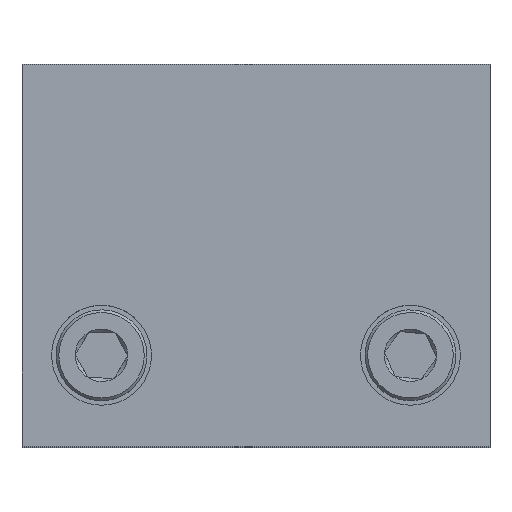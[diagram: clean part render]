
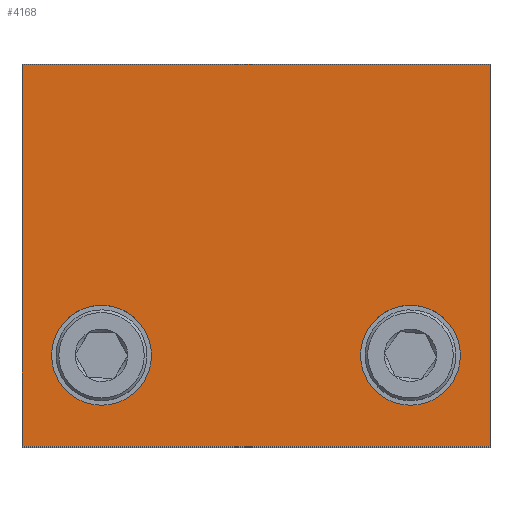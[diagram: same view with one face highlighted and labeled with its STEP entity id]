
A CAD part, top view. The second image highlights one B-rep face of the part: STEP entity #4168.
In plain terms, the highlighted planar face has unit normal (0, 0, 1).
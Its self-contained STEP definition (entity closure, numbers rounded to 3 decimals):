
#315=FACE_BOUND('',#731,.T.);
#316=FACE_BOUND('',#732,.T.);
#342=PLANE('',#4477);
#466=FACE_OUTER_BOUND('',#730,.T.);
#730=EDGE_LOOP('',(#2633,#2634,#2635,#2636));
#731=EDGE_LOOP('',(#2637));
#732=EDGE_LOOP('',(#2638));
#1003=LINE('',#5876,#1219);
#1009=LINE('',#5887,#1225);
#1012=LINE('',#5893,#1228);
#1013=LINE('',#5895,#1229);
#1219=VECTOR('',#4926,1000.);
#1225=VECTOR('',#4934,1000.);
#1228=VECTOR('',#4939,1000.);
#1229=VECTOR('',#4942,1000.);
#1424=CIRCLE('',#4464,5.5);
#1428=CIRCLE('',#4470,5.5);
#1560=VERTEX_POINT('',#5852);
#1564=VERTEX_POINT('',#5864);
#1567=VERTEX_POINT('',#5874);
#1568=VERTEX_POINT('',#5875);
#1572=VERTEX_POINT('',#5885);
#1574=VERTEX_POINT('',#5891);
#1961=EDGE_CURVE('',#1560,#1560,#1424,.T.);
#1967=EDGE_CURVE('',#1564,#1564,#1428,.T.);
#1971=EDGE_CURVE('',#1567,#1568,#1003,.T.);
#1977=EDGE_CURVE('',#1568,#1572,#1009,.T.);
#1980=EDGE_CURVE('',#1572,#1574,#1012,.T.);
#1981=EDGE_CURVE('',#1567,#1574,#1013,.T.);
#2633=ORIENTED_EDGE('',*,*,#1981,.F.);
#2634=ORIENTED_EDGE('',*,*,#1971,.T.);
#2635=ORIENTED_EDGE('',*,*,#1977,.T.);
#2636=ORIENTED_EDGE('',*,*,#1980,.T.);
#2637=ORIENTED_EDGE('',*,*,#1961,.F.);
#2638=ORIENTED_EDGE('',*,*,#1967,.F.);
#4168=ADVANCED_FACE('',(#466,#315,#316),#342,.T.);
#4464=AXIS2_PLACEMENT_3D('',#5854,#4901,#4902);
#4470=AXIS2_PLACEMENT_3D('',#5866,#4915,#4916);
#4477=AXIS2_PLACEMENT_3D('',#5894,#4940,#4941);
#4901=DIRECTION('center_axis',(0.,0.,1.));
#4902=DIRECTION('ref_axis',(1.,0.,0.));
#4915=DIRECTION('center_axis',(0.,0.,1.));
#4916=DIRECTION('ref_axis',(1.,0.,0.));
#4926=DIRECTION('',(0.,-1.,0.));
#4934=DIRECTION('',(1.,0.,0.));
#4939=DIRECTION('',(0.,1.,0.));
#4940=DIRECTION('center_axis',(0.,0.,
1.));
#4941=DIRECTION('ref_axis',(1.,0.,0.));
#4942=DIRECTION('',(1.,0.,0.));
#5852=CARTESIAN_POINT('',(-38.218,-15.793,8.554));
#5854=CARTESIAN_POINT('Origin',(-32.718,-15.793,8.554));
#5864=CARTESIAN_POINT('',(-72.218,-15.793,8.554));
#5866=CARTESIAN_POINT('Origin',(-66.718,-15.793,8.554));
#5874=CARTESIAN_POINT('',(-75.468,16.207,8.554));
#5875=CARTESIAN_POINT('',(-75.468,-25.793,8.554));
#5876=CARTESIAN_POINT('',(-75.468,18.207,8.554));
#5885=CARTESIAN_POINT('',(-23.968,-25.793,8.554));
#5887=CARTESIAN_POINT('',(-75.468,-25.793,8.554));
#5891=CARTESIAN_POINT('',(-23.968,16.207,8.554));
#5893=CARTESIAN_POINT('',(-23.968,18.207,8.554));
#5894=CARTESIAN_POINT('Origin',(-75.468,-25.793,8.554));
#5895=CARTESIAN_POINT('',(-75.468,16.207,8.554));
